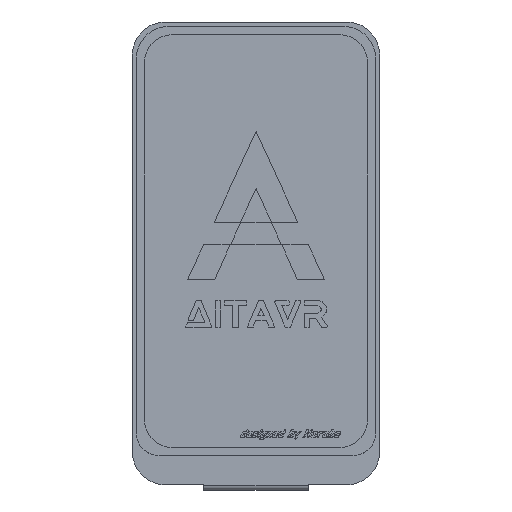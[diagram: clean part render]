
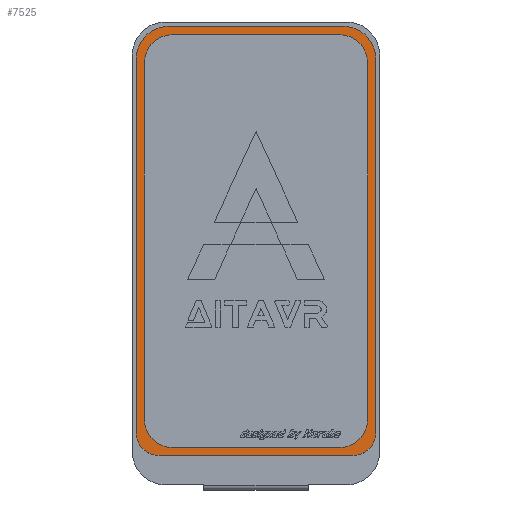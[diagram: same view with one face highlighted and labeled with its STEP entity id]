
A CAD part, top view. The second image highlights one B-rep face of the part: STEP entity #7525.
In plain terms, the highlighted planar face has unit normal (0, 0, 1).
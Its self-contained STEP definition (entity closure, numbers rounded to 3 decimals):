
#73 = EDGE_CURVE ( 'NONE', #7609, #7200, #6749, .T. ) ;
#175 = CARTESIAN_POINT ( 'NONE',  ( -8.75, -13.01, -0.05 ) ) ;
#307 = DIRECTION ( 'NONE',  ( 0., 0., -1. ) ) ;
#342 = EDGE_CURVE ( 'NONE', #1021, #12810, #1666, .T. ) ;
#455 = LINE ( 'NONE', #9467, #12293 ) ;
#520 = CARTESIAN_POINT ( 'NONE',  ( -6.795, 15.21, -0.05 ) ) ;
#523 = CIRCLE ( 'NONE', #5971, 2.2 ) ;
#582 = ORIENTED_EDGE ( 'NONE', *, *, #73, .F. ) ;
#602 = EDGE_CURVE ( 'NONE', #5378, #1021, #9683, .T. ) ;
#647 = DIRECTION ( 'NONE',  ( 0., -1., 0. ) ) ;
#905 = AXIS2_PLACEMENT_3D ( 'NONE', #11141, #10030, #1226 ) ;
#1021 = VERTEX_POINT ( 'NONE', #11826 ) ;
#1076 = CARTESIAN_POINT ( 'NONE',  ( -6.55, 17.14, -0.05 ) ) ;
#1083 = VECTOR ( 'NONE', #3861, 1000. ) ;
#1226 = DIRECTION ( 'NONE',  ( 1., 0., 0. ) ) ;
#1230 = CARTESIAN_POINT ( 'NONE',  ( 9.395, 15.21, -0.05 ) ) ;
#1264 = EDGE_CURVE ( 'NONE', #5295, #9599, #7948, .T. ) ;
#1270 = EDGE_CURVE ( 'NONE', #6114, #5295, #2606, .T. ) ;
#1358 = LINE ( 'NONE', #3293, #3851 ) ;
#1566 = DIRECTION ( 'NONE',  ( -1., 0., 0. ) ) ;
#1575 = CARTESIAN_POINT ( 'NONE',  ( -9.395, -14.04, -0.05 ) ) ;
#1597 = CARTESIAN_POINT ( 'NONE',  ( -7.595, -15.84, -0.05 ) ) ;
#1607 = DIRECTION ( 'NONE',  ( 1., 0., 0. ) ) ;
#1666 = CIRCLE ( 'NONE', #8380, 2.6 ) ;
#1672 = CARTESIAN_POINT ( 'NONE',  ( -7.095, -15.54, -0.05 ) ) ;
#1907 = VERTEX_POINT ( 'NONE', #11644 ) ;
#2070 = VERTEX_POINT ( 'NONE', #9784 ) ;
#2380 = AXIS2_PLACEMENT_3D ( 'NONE', #5502, #5560, #3612 ) ;
#2532 = DIRECTION ( 'NONE',  ( 0., -1., 0. ) ) ;
#2606 = CIRCLE ( 'NONE', #905, 2.2 ) ;
#2674 = DIRECTION ( 'NONE',  ( 1., 0., 0. ) ) ;
#2695 = CARTESIAN_POINT ( 'NONE',  ( -7.595, -15.84, -0.05 ) ) ;
#2738 = DIRECTION ( 'NONE',  ( -1., 0., 0. ) ) ;
#2784 = CARTESIAN_POINT ( 'NONE',  ( -6.55, -15.21, -0.05 ) ) ;
#2855 = DIRECTION ( 'NONE',  ( 0., 0., -1. ) ) ;
#3156 = ORIENTED_EDGE ( 'NONE', *, *, #3635, .F. ) ;
#3234 = CARTESIAN_POINT ( 'NONE',  ( 7.595, -14.04, -0.05 ) ) ;
#3293 = CARTESIAN_POINT ( 'NONE',  ( 8.75, 14.94, -0.05 ) ) ;
#3351 = CARTESIAN_POINT ( 'NONE',  ( -9.395, 15.21, -0.05 ) ) ;
#3464 = CIRCLE ( 'NONE', #8496, 1.8 ) ;
#3555 = CARTESIAN_POINT ( 'NONE',  ( 9.395, 15.21, -0.05 ) ) ;
#3612 = DIRECTION ( 'NONE',  ( 1., 0., 0. ) ) ;
#3635 = EDGE_CURVE ( 'NONE', #6566, #7609, #3464, .T. ) ;
#3645 = DIRECTION ( 'NONE',  ( 0., 0., 1. ) ) ;
#3715 = CARTESIAN_POINT ( 'NONE',  ( -6.795, 17.81, -0.05 ) ) ;
#3746 = ORIENTED_EDGE ( 'NONE', *, *, #8272, .F. ) ;
#3851 = VECTOR ( 'NONE', #6289, 1000. ) ;
#3861 = DIRECTION ( 'NONE',  ( 0., 1., 0. ) ) ;
#3863 = VECTOR ( 'NONE', #7537, 1000. ) ;
#4294 = CIRCLE ( 'NONE', #11611, 2.2 ) ;
#4311 = VERTEX_POINT ( 'NONE', #9819 ) ;
#4547 = ORIENTED_EDGE ( 'NONE', *, *, #342, .F. ) ;
#4603 = LINE ( 'NONE', #3555, #4950 ) ;
#4638 = FACE_OUTER_BOUND ( 'NONE', #9262, .T. ) ;
#4777 = AXIS2_PLACEMENT_3D ( 'NONE', #520, #2855, #6837 ) ;
#4950 = VECTOR ( 'NONE', #647, 1000. ) ;
#4979 = EDGE_CURVE ( 'NONE', #7522, #4311, #1358, .T. ) ;
#5026 = EDGE_CURVE ( 'NONE', #9599, #7522, #8044, .T. ) ;
#5184 = VECTOR ( 'NONE', #11713, 1000. ) ;
#5212 = ORIENTED_EDGE ( 'NONE', *, *, #4979, .F. ) ;
#5295 = VERTEX_POINT ( 'NONE', #8320 ) ;
#5356 = EDGE_CURVE ( 'NONE', #2070, #6566, #11521, .T. ) ;
#5378 = VERTEX_POINT ( 'NONE', #12649 ) ;
#5449 = ORIENTED_EDGE ( 'NONE', *, *, #12585, .F. ) ;
#5502 = CARTESIAN_POINT ( 'NONE',  ( 6.55, -13.01, -0.05 ) ) ;
#5560 = DIRECTION ( 'NONE',  ( 0., 0., 1. ) ) ;
#5694 = ORIENTED_EDGE ( 'NONE', *, *, #6760, .F. ) ;
#5831 = CARTESIAN_POINT ( 'NONE',  ( -9.395, 15.21, -0.05 ) ) ;
#5887 = ORIENTED_EDGE ( 'NONE', *, *, #8976, .F. ) ;
#5971 = AXIS2_PLACEMENT_3D ( 'NONE', #10553, #7620, #1566 ) ;
#6114 = VERTEX_POINT ( 'NONE', #175 ) ;
#6134 = ORIENTED_EDGE ( 'NONE', *, *, #8179, .F. ) ;
#6166 = DIRECTION ( 'NONE',  ( 0., 0., 1. ) ) ;
#6289 = DIRECTION ( 'NONE',  ( 0., 1., 0. ) ) ;
#6351 = DIRECTION ( 'NONE',  ( 1., 0., 0. ) ) ;
#6461 = DIRECTION ( 'NONE',  ( 0., 0., -1. ) ) ;
#6566 = VERTEX_POINT ( 'NONE', #1597 ) ;
#6656 = CARTESIAN_POINT ( 'NONE',  ( 8.75, -13.01, -0.05 ) ) ;
#6749 = LINE ( 'NONE', #5831, #1083 ) ;
#6755 = ORIENTED_EDGE ( 'NONE', *, *, #602, .F. ) ;
#6757 = DIRECTION ( 'NONE',  ( 1., 0., 0. ) ) ;
#6760 = EDGE_CURVE ( 'NONE', #11868, #6114, #455, .T. ) ;
#6837 = DIRECTION ( 'NONE',  ( 1., 0., 0. ) ) ;
#7086 = CIRCLE ( 'NONE', #4777, 2.6 ) ;
#7096 = ORIENTED_EDGE ( 'NONE', *, *, #8023, .F. ) ;
#7200 = VERTEX_POINT ( 'NONE', #3351 ) ;
#7368 = CARTESIAN_POINT ( 'NONE',  ( -6.55, 14.94, -0.05 ) ) ;
#7449 = ORIENTED_EDGE ( 'NONE', *, *, #1270, .F. ) ;
#7513 = ORIENTED_EDGE ( 'NONE', *, *, #9217, .F. ) ;
#7522 = VERTEX_POINT ( 'NONE', #6656 ) ;
#7525 = ADVANCED_FACE ( 'NONE', ( #4638, #11572 ), #8638, .T. ) ;
#7537 = DIRECTION ( 'NONE',  ( -1., 0., 0. ) ) ;
#7595 = CARTESIAN_POINT ( 'NONE',  ( 6.795, 15.21, -0.05 ) ) ;
#7609 = VERTEX_POINT ( 'NONE', #1575 ) ;
#7620 = DIRECTION ( 'NONE',  ( 0., 0., 1. ) ) ;
#7765 = CARTESIAN_POINT ( 'NONE',  ( -6.55, 17.14, -0.05 ) ) ;
#7948 = LINE ( 'NONE', #2784, #10122 ) ;
#8023 = EDGE_CURVE ( 'NONE', #7200, #5378, #7086, .T. ) ;
#8044 = CIRCLE ( 'NONE', #2380, 2.2 ) ;
#8179 = EDGE_CURVE ( 'NONE', #1907, #2070, #9561, .T. ) ;
#8272 = EDGE_CURVE ( 'NONE', #12810, #1907, #4603, .T. ) ;
#8320 = CARTESIAN_POINT ( 'NONE',  ( -6.55, -15.21, -0.05 ) ) ;
#8380 = AXIS2_PLACEMENT_3D ( 'NONE', #7595, #6461, #1607 ) ;
#8416 = ORIENTED_EDGE ( 'NONE', *, *, #5356, .F. ) ;
#8485 = EDGE_LOOP ( 'NONE', ( #5694, #5449, #5887, #7513, #5212, #9318, #8755, #7449 ) ) ;
#8496 = AXIS2_PLACEMENT_3D ( 'NONE', #8630, #12633, #2674 ) ;
#8630 = CARTESIAN_POINT ( 'NONE',  ( -7.595, -14.04, -0.05 ) ) ;
#8638 = PLANE ( 'NONE',  #11656 ) ;
#8701 = DIRECTION ( 'NONE',  ( 1., 0., 0. ) ) ;
#8719 = VERTEX_POINT ( 'NONE', #10786 ) ;
#8755 = ORIENTED_EDGE ( 'NONE', *, *, #1264, .F. ) ;
#8976 = EDGE_CURVE ( 'NONE', #8719, #12165, #11622, .T. ) ;
#9217 = EDGE_CURVE ( 'NONE', #4311, #8719, #523, .T. ) ;
#9262 = EDGE_LOOP ( 'NONE', ( #3156, #8416, #6134, #3746, #4547, #6755, #7096, #582 ) ) ;
#9318 = ORIENTED_EDGE ( 'NONE', *, *, #5026, .F. ) ;
#9369 = VECTOR ( 'NONE', #2738, 1000. ) ;
#9467 = CARTESIAN_POINT ( 'NONE',  ( -8.75, 14.94, -0.05 ) ) ;
#9553 = CARTESIAN_POINT ( 'NONE',  ( -8.75, 14.94, -0.05 ) ) ;
#9561 = CIRCLE ( 'NONE', #11647, 1.8 ) ;
#9599 = VERTEX_POINT ( 'NONE', #9760 ) ;
#9683 = LINE ( 'NONE', #3715, #5184 ) ;
#9760 = CARTESIAN_POINT ( 'NONE',  ( 6.55, -15.21, -0.05 ) ) ;
#9784 = CARTESIAN_POINT ( 'NONE',  ( 7.595, -15.84, -0.05 ) ) ;
#9819 = CARTESIAN_POINT ( 'NONE',  ( 8.75, 14.94, -0.05 ) ) ;
#10030 = DIRECTION ( 'NONE',  ( 0., 0., 1. ) ) ;
#10122 = VECTOR ( 'NONE', #6757, 1000. ) ;
#10164 = DIRECTION ( 'NONE',  ( 1., 0., 0. ) ) ;
#10553 = CARTESIAN_POINT ( 'NONE',  ( 6.55, 14.94, -0.05 ) ) ;
#10786 = CARTESIAN_POINT ( 'NONE',  ( 6.55, 17.14, -0.05 ) ) ;
#11141 = CARTESIAN_POINT ( 'NONE',  ( -6.55, -13.01, -0.05 ) ) ;
#11521 = LINE ( 'NONE', #2695, #3863 ) ;
#11572 = FACE_BOUND ( 'NONE', #8485, .T. ) ;
#11611 = AXIS2_PLACEMENT_3D ( 'NONE', #7368, #6166, #10164 ) ;
#11622 = LINE ( 'NONE', #7765, #9369 ) ;
#11644 = CARTESIAN_POINT ( 'NONE',  ( 9.395, -14.04, -0.05 ) ) ;
#11647 = AXIS2_PLACEMENT_3D ( 'NONE', #3234, #307, #6351 ) ;
#11656 = AXIS2_PLACEMENT_3D ( 'NONE', #1672, #3645, #8701 ) ;
#11713 = DIRECTION ( 'NONE',  ( 1., 0., 0. ) ) ;
#11826 = CARTESIAN_POINT ( 'NONE',  ( 6.795, 17.81, -0.05 ) ) ;
#11868 = VERTEX_POINT ( 'NONE', #9553 ) ;
#12165 = VERTEX_POINT ( 'NONE', #1076 ) ;
#12293 = VECTOR ( 'NONE', #2532, 1000. ) ;
#12585 = EDGE_CURVE ( 'NONE', #12165, #11868, #4294, .T. ) ;
#12633 = DIRECTION ( 'NONE',  ( 0., 0., -1. ) ) ;
#12649 = CARTESIAN_POINT ( 'NONE',  ( -6.795, 17.81, -0.05 ) ) ;
#12810 = VERTEX_POINT ( 'NONE', #1230 ) ;
